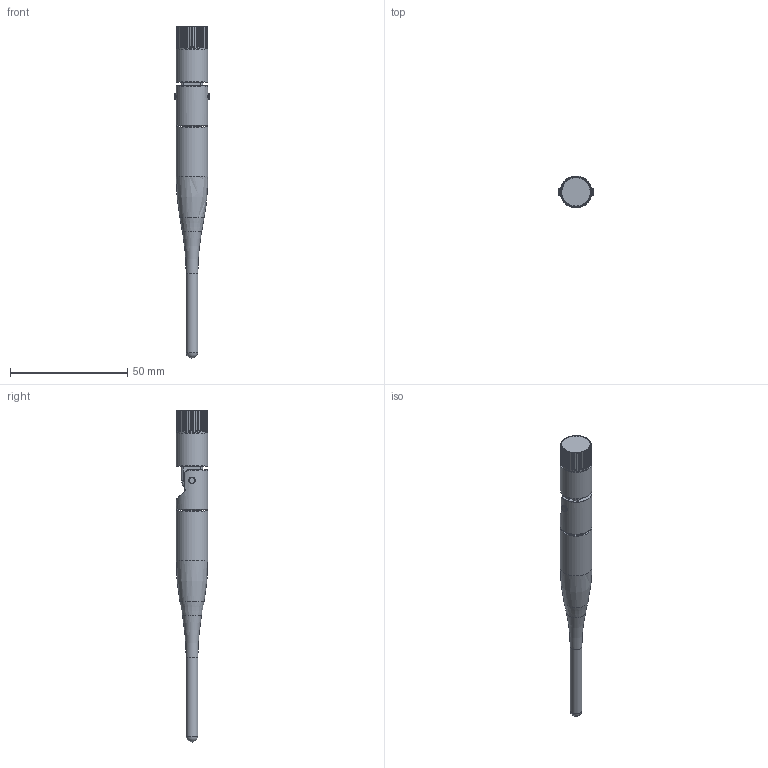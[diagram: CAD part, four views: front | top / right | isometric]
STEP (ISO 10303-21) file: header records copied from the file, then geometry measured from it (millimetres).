
FILE_DESCRIPTION(/* description */ (''),/* implementation_level */ '2;1');
FILE_NAME(/* name */ 'SABRE RELAY_antenna v2.step',/* time_stamp */ '2018-04-05T00:16:37+08:00',/* author */ (''),/* organization */ (''),/* preprocessor_version */ 'ST-DEVELOPER v16.13',/* originating_system */ 'Autodesk Translation Framework v6.5.0.72',/* authorisation */ '');
FILE_SCHEMA (('AUTOMOTIVE_DESIGN { 1 0 10303 214 3 1 1 }'));
Length unit declared in the file: millimetre
Products named in the file (1): SABRE RELAY_antenna
Bounding box: 15 x 13.5 x 141.5 mm (x, y, z)
Volume: 12126.3 mm3; surface area: 5888.9 mm2
Topology: 5 solids, 5 shells, 406 faces, 984 edges, 589 vertices
Faces by surface type: torus 154, cylinder 123, bspline 62, plane 59, sphere 7, cone 1
Full cylindrical faces by diameter (mm): 2.5 x6, 2.75 x2, 5 x3, 13 x1, 13.5 x3
Entity records: 14632 total; most frequent: CARTESIAN_POINT 5171, DIRECTION 2076, ORIENTED_EDGE 1970, EDGE_CURVE 985, AXIS2_PLACEMENT_3D 932, VERTEX_POINT 591, CIRCLE 577, EDGE_LOOP 418
